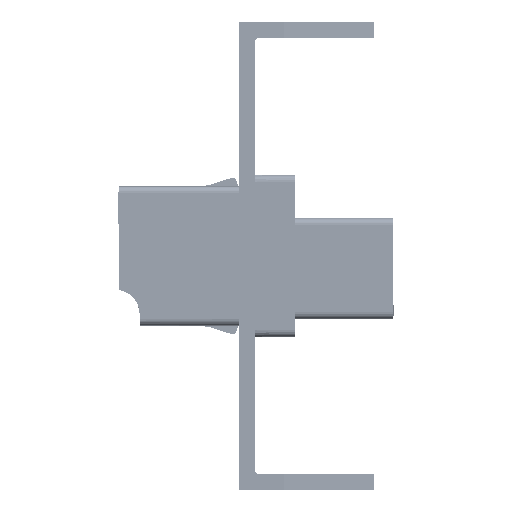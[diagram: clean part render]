
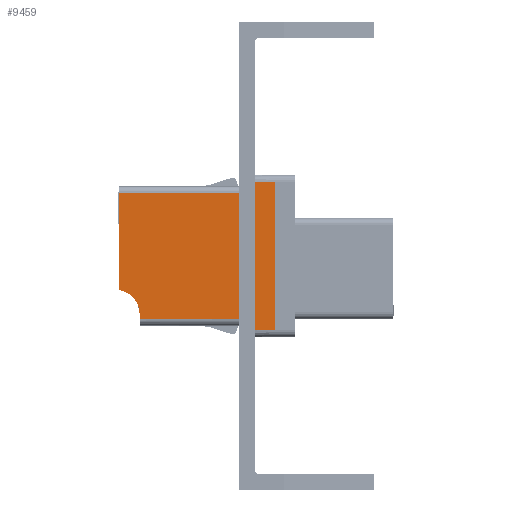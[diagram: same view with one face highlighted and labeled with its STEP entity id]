
A CAD part, left-side view. The second image highlights one B-rep face of the part: STEP entity #9459.
In plain terms, the highlighted face is planar.
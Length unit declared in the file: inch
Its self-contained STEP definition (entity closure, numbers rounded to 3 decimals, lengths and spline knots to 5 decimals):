
#379 = CARTESIAN_POINT ( 'NONE',  ( 0.04856, -0.25748, -0.27244 ) ) ;
#670 = B_SPLINE_CURVE_WITH_KNOTS ( 'NONE', 3,
 ( #19969, #23077, #26216, #7599 ),
 .UNSPECIFIED., .F., .F.,
 ( 4, 4 ),
 ( 0., 1. ),
 .UNSPECIFIED. ) ;
#776 = CARTESIAN_POINT ( 'NONE',  ( 0.02428, -0.25748, -0.27244 ) ) ;
#1034 = EDGE_CURVE ( 'NONE', #24800, #17115, #12452, .T. ) ;
#1673 = CARTESIAN_POINT ( 'NONE',  ( 0., -0.25748, 0.23465 ) ) ;
#1752 = DIRECTION ( 'NONE',  ( 0., 0., 1. ) ) ;
#2453 = EDGE_LOOP ( 'NONE', ( #14192, #30297, #38062, #5465, #29856, #20514, #12748, #27865, #21506, #12780 ) ) ;
#3107 = AXIS2_PLACEMENT_3D ( 'NONE', #30079, #27582, #27325 ) ;
#4835 = VERTEX_POINT ( 'NONE', #32825 ) ;
#5465 = ORIENTED_EDGE ( 'NONE', *, *, #37334, .T. ) ;
#5912 = LINE ( 'NONE', #1673, #20525 ) ;
#6843 = B_SPLINE_CURVE_WITH_KNOTS ( 'NONE', 3,
 ( #13166, #379, #776, #22529 ),
 .UNSPECIFIED., .F., .F.,
 ( 4, 4 ),
 ( 0., 1. ),
 .UNSPECIFIED. ) ;
#6948 = LINE ( 'NONE', #14789, #29867 ) ;
#7158 = CARTESIAN_POINT ( 'NONE',  ( 0.07283, -0.25748, -0.22992 ) ) ;
#7415 = VERTEX_POINT ( 'NONE', #27321 ) ;
#7599 = CARTESIAN_POINT ( 'NONE',  ( 0.07283, -0.25748, 0.27717 ) ) ;
#8380 = EDGE_CURVE ( 'NONE', #21489, #9283, #19497, .T. ) ;
#8663 = VERTEX_POINT ( 'NONE', #33357 ) ;
#9283 = VERTEX_POINT ( 'NONE', #12222 ) ;
#9459 = ADVANCED_FACE ( 'NONE', ( #12138 ), #30361, .F. ) ;
#10116 = VERTEX_POINT ( 'NONE', #34021 ) ;
#12138 = FACE_OUTER_BOUND ( 'NONE', #2453, .T. ) ;
#12222 = CARTESIAN_POINT ( 'NONE',  ( 0.07283, -0.25748, 0.27717 ) ) ;
#12452 = LINE ( 'NONE', #35082, #29025 ) ;
#12748 = ORIENTED_EDGE ( 'NONE', *, *, #29195, .F. ) ;
#12780 = ORIENTED_EDGE ( 'NONE', *, *, #32151, .F. ) ;
#13001 = CARTESIAN_POINT ( 'NONE',  ( 0.50039, -0.25748, 0. ) ) ;
#13166 = CARTESIAN_POINT ( 'NONE',  ( 0.07283, -0.25748, -0.27244 ) ) ;
#14192 = ORIENTED_EDGE ( 'NONE', *, *, #35036, .F. ) ;
#14274 = CARTESIAN_POINT ( 'NONE',  ( 0.50039, -0.25748, 0.21745 ) ) ;
#14649 = VECTOR ( 'NONE', #1752, 39.37008 ) ;
#14789 = CARTESIAN_POINT ( 'NONE',  ( 0.5748, -0.25748, 0. ) ) ;
#17115 = VERTEX_POINT ( 'NONE', #7158 ) ;
#17363 = CARTESIAN_POINT ( 'NONE',  ( 0.07283, -0.25748, 0. ) ) ;
#17686 = CARTESIAN_POINT ( 'NONE',  ( 0., -0.25748, -0.27244 ) ) ;
#17747 = DIRECTION ( 'NONE',  ( 0., -1., 0. ) ) ;
#18530 = VECTOR ( 'NONE', #27030, 39.37008 ) ;
#19497 = LINE ( 'NONE', #27316, #18530 ) ;
#19571 = CARTESIAN_POINT ( 'NONE',  ( 0.07283, -0.25748, 0.23465 ) ) ;
#19585 = VECTOR ( 'NONE', #37789, 39.37008 ) ;
#19969 = CARTESIAN_POINT ( 'NONE',  ( 0., -0.25748, 0.27717 ) ) ;
#20290 = AXIS2_PLACEMENT_3D ( 'NONE', #36442, #17747, #39539 ) ;
#20322 = CARTESIAN_POINT ( 'NONE',  ( 0.50039, -0.25748, 0.23465 ) ) ;
#20514 = ORIENTED_EDGE ( 'NONE', *, *, #37478, .T. ) ;
#20525 = VECTOR ( 'NONE', #26817, 39.37008 ) ;
#20679 = EDGE_CURVE ( 'NONE', #32498, #4835, #24074, .T. ) ;
#21489 = VERTEX_POINT ( 'NONE', #19571 ) ;
#21506 = ORIENTED_EDGE ( 'NONE', *, *, #26664, .F. ) ;
#22529 = CARTESIAN_POINT ( 'NONE',  ( 0., -0.25748, -0.27244 ) ) ;
#23077 = CARTESIAN_POINT ( 'NONE',  ( 0.02428, -0.25748, 0.27717 ) ) ;
#23873 = LINE ( 'NONE', #17363, #14649 ) ;
#24074 = CIRCLE ( 'NONE', #20290, 0.09055 ) ;
#24462 = CARTESIAN_POINT ( 'NONE',  ( 0.5748, -0.25748, -0.22992 ) ) ;
#24800 = VERTEX_POINT ( 'NONE', #24462 ) ;
#25905 = LINE ( 'NONE', #13001, #19585 ) ;
#26216 = CARTESIAN_POINT ( 'NONE',  ( 0.04856, -0.25748, 0.27717 ) ) ;
#26664 = EDGE_CURVE ( 'NONE', #7415, #9283, #670, .T. ) ;
#26817 = DIRECTION ( 'NONE',  ( 1., 0., 0. ) ) ;
#27030 = DIRECTION ( 'NONE',  ( 0., 0., 1. ) ) ;
#27316 = CARTESIAN_POINT ( 'NONE',  ( 0.07283, -0.25748, 0. ) ) ;
#27321 = CARTESIAN_POINT ( 'NONE',  ( 0., -0.25748, 0.27717 ) ) ;
#27325 = DIRECTION ( 'NONE',  ( 0., 0., 1. ) ) ;
#27582 = DIRECTION ( 'NONE',  ( 0., 1., 0. ) ) ;
#27865 = ORIENTED_EDGE ( 'NONE', *, *, #8380, .T. ) ;
#29025 = VECTOR ( 'NONE', #35884, 39.37008 ) ;
#29195 = EDGE_CURVE ( 'NONE', #21489, #33251, #5912, .T. ) ;
#29856 = ORIENTED_EDGE ( 'NONE', *, *, #20679, .F. ) ;
#29867 = VECTOR ( 'NONE', #36586, 39.37008 ) ;
#30079 = CARTESIAN_POINT ( 'NONE',  ( 0., -0.25748, 0. ) ) ;
#30248 = EDGE_CURVE ( 'NONE', #8663, #17115, #23873, .T. ) ;
#30297 = ORIENTED_EDGE ( 'NONE', *, *, #30248, .T. ) ;
#30340 = B_SPLINE_CURVE_WITH_KNOTS ( 'NONE', 1,
 ( #17686, #36370 ),
 .UNSPECIFIED., .F., .F.,
 ( 2, 2 ),
 ( 0., 1. ),
 .UNSPECIFIED. ) ;
#30361 = PLANE ( 'NONE',  #3107 ) ;
#32151 = EDGE_CURVE ( 'NONE', #10116, #7415, #30340, .T. ) ;
#32498 = VERTEX_POINT ( 'NONE', #14274 ) ;
#32825 = CARTESIAN_POINT ( 'NONE',  ( 0.5748, -0.25748, 0.12835 ) ) ;
#33251 = VERTEX_POINT ( 'NONE', #20322 ) ;
#33357 = CARTESIAN_POINT ( 'NONE',  ( 0.07283, -0.25748, -0.27244 ) ) ;
#34021 = CARTESIAN_POINT ( 'NONE',  ( 0., -0.25748, -0.27244 ) ) ;
#35036 = EDGE_CURVE ( 'NONE', #8663, #10116, #6843, .T. ) ;
#35082 = CARTESIAN_POINT ( 'NONE',  ( 0., -0.25748, -0.22992 ) ) ;
#35884 = DIRECTION ( 'NONE',  ( -1., 0., 0. ) ) ;
#36370 = CARTESIAN_POINT ( 'NONE',  ( 0., -0.25748, 0.27717 ) ) ;
#36442 = CARTESIAN_POINT ( 'NONE',  ( 0.59094, -0.25748, 0.21745 ) ) ;
#36586 = DIRECTION ( 'NONE',  ( 0., 0., 1. ) ) ;
#37334 = EDGE_CURVE ( 'NONE', #24800, #4835, #6948, .T. ) ;
#37478 = EDGE_CURVE ( 'NONE', #32498, #33251, #25905, .T. ) ;
#37789 = DIRECTION ( 'NONE',  ( 0., 0., 1. ) ) ;
#38062 = ORIENTED_EDGE ( 'NONE', *, *, #1034, .F. ) ;
#39539 = DIRECTION ( 'NONE',  ( -1., 0., 0. ) ) ;
